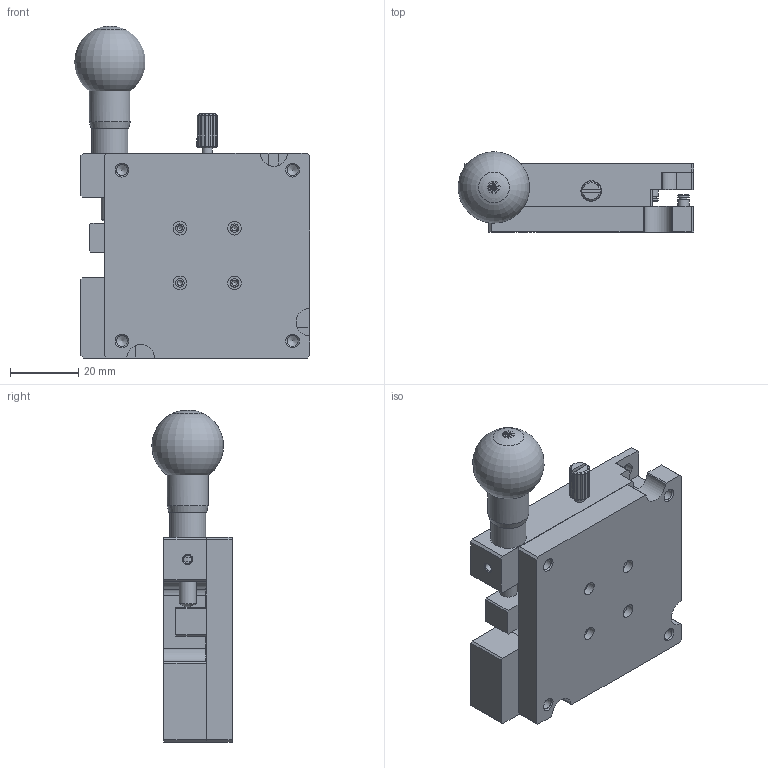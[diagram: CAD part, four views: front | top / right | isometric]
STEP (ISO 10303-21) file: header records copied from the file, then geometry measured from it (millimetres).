
FILE_DESCRIPTION (( 'STEP AP203' ), '1' );
FILE_NAME ('528972.STEP', '2024-11-12T08:22:21', ( 'Windows User' ), ( 'P R C' ), 'SwSTEP 2.0', 'SolidWorks 2020', '' );
FILE_SCHEMA (( 'CONFIG_CONTROL_DESIGN' ));
Products named in the file (1): 528972
Bounding box: 68.91 x 23.48 x 97.22 mm (x, y, z)
Volume: 64887 mm3; surface area: 27142.3 mm2
Topology: 3 solids, 4 shells, 2142 faces, 4493 edges, 2387 vertices
Faces by surface type: bspline 1441, cylinder 485, plane 111, cone 104, torus 1
Full cylindrical faces by diameter (mm): 1.567 x6, 2 x2, 2.387 x1, 2.459 x3, 2.5 x6, 3 x1, 3.242 x4, 3.3 x4, 4 x4, 4.5 x3, 5 x1, 7.5 x2, 9 x1, 9.5 x3, 10.5 x1, 10.6 x1, 12.034 x1, 29 x1, 30 x3, 34 x1, 35 x1
Entity records: 81907 total; most frequent: CARTESIAN_POINT 53422, ORIENTED_EDGE 8794, EDGE_CURVE 4397, VERTEX_POINT 2365, DIRECTION 2324, EDGE_LOOP 2256, FACE_OUTER_BOUND 2192, ADVANCED_FACE 2142
